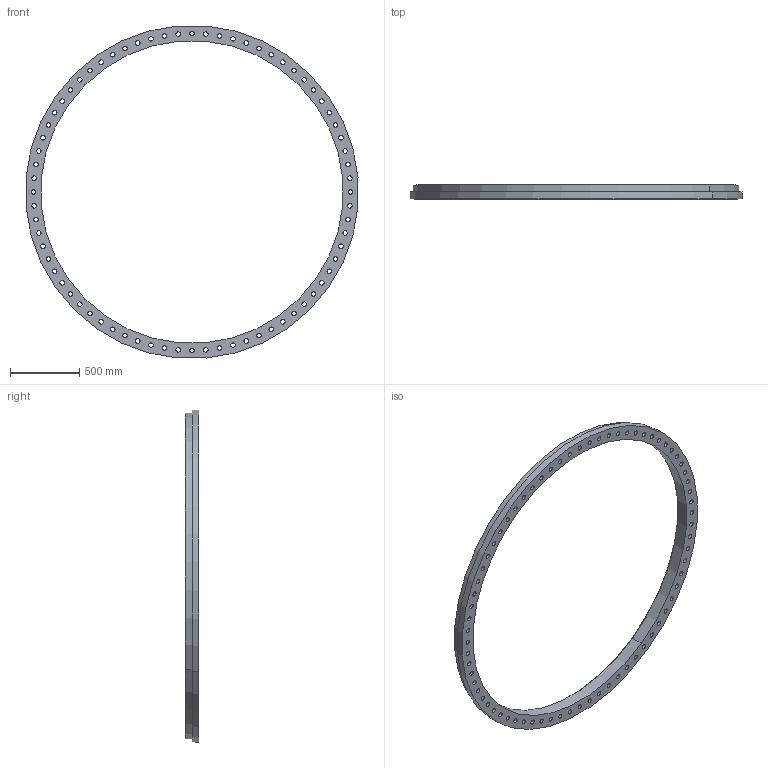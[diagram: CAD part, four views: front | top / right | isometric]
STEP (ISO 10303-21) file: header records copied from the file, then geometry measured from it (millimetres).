
FILE_DESCRIPTION(('CoCreate Modeling STEP Export'),'2;1');
FILE_NAME('b13.stp','2011-05-24T 9:22:18',(''),(''),'CoCreate Modeling STEP processor for AP214 (Solid Model)','CoCreate Modeling 18.0P1120 20-Nov-2010 (C) Parametric Technology GmbH','');
FILE_SCHEMA(('AUTOMOTIVE_DESIGN { 1 0 10303 214 1 1 1 1 }'));
Length unit declared in the file: millimetre
Products named in the file (4): 5118768-45070.PRT; 5118768-45400.ASM; PART2_5118768.stp; p1
Assembly tree (2 placements, depth 3):
  PART2_5118768.stp
    5118768-45400.ASM
      5118768-45070.PRT
  p1
Bounding box: 2390.87 x 100 x 2390.87 mm (x, y, z)
Volume: 64232312 mm3; surface area: 3597806.2 mm2
Topology: 1 solids, 1 shells, 155 faces, 454 edges, 302 vertices
Faces by surface type: cylinder 150, plane 3, cone 2
Entity records: 4954 total; most frequent: ORIENTED_EDGE 908, DIRECTION 770, CARTESIAN_POINT 763, EDGE_CURVE 454, AXIS2_PLACEMENT_3D 309, VERTEX_POINT 302, EDGE_LOOP 302, FACE_OUTER_BOUND 155
